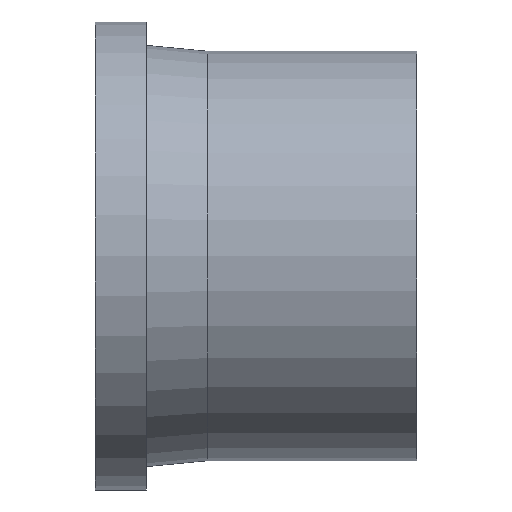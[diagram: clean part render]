
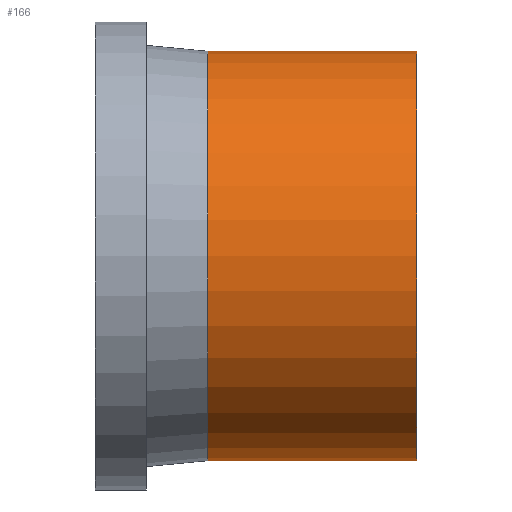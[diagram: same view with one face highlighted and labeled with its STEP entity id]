
A CAD part, top view. The second image highlights one B-rep face of the part: STEP entity #166.
In plain terms, the highlighted cylindrical face has radius 140 mm (diameter 280 mm), a partial arc.
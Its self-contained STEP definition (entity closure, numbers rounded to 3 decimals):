
#80 = EDGE_CURVE( '', #150, #108, #193, .T. );
#90 = EDGE_CURVE( '', #130, #144, #203, .T. );
#94 = EDGE_CURVE( '', #130, #108, #207, .T. );
#108 = VERTEX_POINT( '', #224 );
#130 = VERTEX_POINT( '', #252 );
#140 = EDGE_CURVE( '', #144, #150, #264, .T. );
#144 = VERTEX_POINT( '', #268 );
#150 = VERTEX_POINT( '', #274 );
#166 = ADVANCED_FACE( '', ( #291 ), #292, .T. );
#193 = LINE( '', #315, #316 );
#203 = LINE( '', #329, #330 );
#207 = CIRCLE( '', #335, 140. );
#224 = CARTESIAN_POINT( '', ( -143., 140., 0. ) );
#252 = CARTESIAN_POINT( '', ( -143., -140., 0. ) );
#264 = CIRCLE( '', #405, 140. );
#268 = CARTESIAN_POINT( '', ( 0., -140., 0. ) );
#274 = CARTESIAN_POINT( '', ( 0., 140., 0. ) );
#291 = FACE_OUTER_BOUND( '', #436, .T. );
#292 = CYLINDRICAL_SURFACE( '', #437, 140. );
#315 = CARTESIAN_POINT( '', ( -71.5, 140., 0. ) );
#316 = VECTOR( '', #452, 1. );
#329 = CARTESIAN_POINT( '', ( -71.5, -140., 0. ) );
#330 = VECTOR( '', #459, 1. );
#335 = AXIS2_PLACEMENT_3D( '', #460, #461, #462 );
#405 = AXIS2_PLACEMENT_3D( '', #543, #544, #545 );
#436 = EDGE_LOOP( '', ( #571, #572, #573, #574 ) );
#437 = AXIS2_PLACEMENT_3D( '', #575, #576, #577 );
#452 = DIRECTION( '', ( -1., 0., 0. ) );
#459 = DIRECTION( '', ( 1., 0., 0. ) );
#460 = CARTESIAN_POINT( '', ( -143., 0., 0. ) );
#461 = DIRECTION( '', ( -1., 0., 0. ) );
#462 = DIRECTION( '', ( 0., 1., 0. ) );
#543 = CARTESIAN_POINT( '', ( 0., 0., 0. ) );
#544 = DIRECTION( '', ( -1., 0., 0. ) );
#545 = DIRECTION( '', ( 0., 1., 0. ) );
#571 = ORIENTED_EDGE( '', *, *, #80, .T. );
#572 = ORIENTED_EDGE( '', *, *, #94, .F. );
#573 = ORIENTED_EDGE( '', *, *, #90, .T. );
#574 = ORIENTED_EDGE( '', *, *, #140, .T. );
#575 = CARTESIAN_POINT( '', ( -71.5, 0., 0. ) );
#576 = DIRECTION( '', ( 1., 0., 0. ) );
#577 = DIRECTION( '', ( 0., 1., 0. ) );
